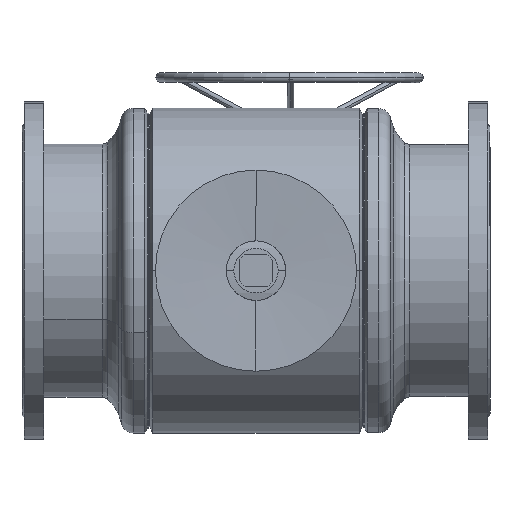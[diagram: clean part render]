
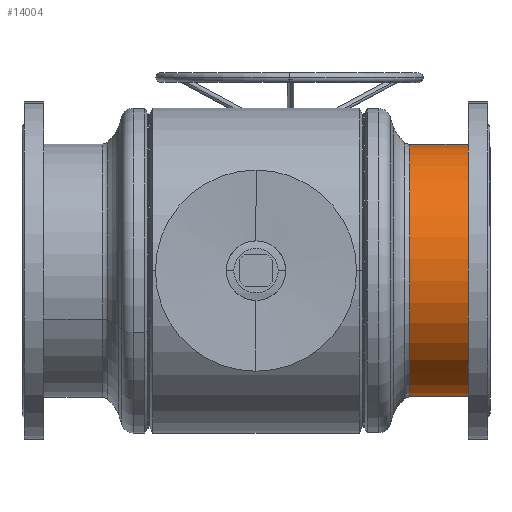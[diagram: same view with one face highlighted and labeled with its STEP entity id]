
A CAD part, front view. The second image highlights one B-rep face of the part: STEP entity #14004.
In plain terms, the highlighted cylindrical face has radius 315 mm (diameter 630 mm), a partial arc.
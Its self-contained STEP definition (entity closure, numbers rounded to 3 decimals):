
#799 = VERTEX_POINT ( 'NONE', #17435 ) ;
#804 = VECTOR ( 'NONE', #14089, 1000. ) ;
#1608 = EDGE_LOOP ( 'NONE', ( #8962, #2923, #13351, #18116 ) ) ;
#2029 = AXIS2_PLACEMENT_3D ( 'NONE', #16742, #11018, #3915 ) ;
#2166 = EDGE_CURVE ( 'NONE', #799, #4573, #16573, .T. ) ;
#2923 = ORIENTED_EDGE ( 'NONE', *, *, #8952, .T. ) ;
#3325 = CARTESIAN_POINT ( 'NONE',  ( 0., 0., 0. ) ) ;
#3915 = DIRECTION ( 'NONE',  ( 0., 0., -1. ) ) ;
#4573 = VERTEX_POINT ( 'NONE', #14721 ) ;
#6317 = CIRCLE ( 'NONE', #2029, 315. ) ;
#7345 = VERTEX_POINT ( 'NONE', #17936 ) ;
#7541 = DIRECTION ( 'NONE',  ( 0., -1., 0. ) ) ;
#7810 = AXIS2_PLACEMENT_3D ( 'NONE', #3325, #7541, #13173 ) ;
#7867 = DIRECTION ( 'NONE',  ( 0., 0., -1. ) ) ;
#8050 = CARTESIAN_POINT ( 'NONE',  ( 0., -205.459, 0. ) ) ;
#8952 = EDGE_CURVE ( 'NONE', #9590, #799, #6317, .T. ) ;
#8962 = ORIENTED_EDGE ( 'NONE', *, *, #18114, .F. ) ;
#8963 = FACE_OUTER_BOUND ( 'NONE', #1608, .T. ) ;
#9152 = CYLINDRICAL_SURFACE ( 'NONE', #7810, 315. ) ;
#9590 = VERTEX_POINT ( 'NONE', #16314 ) ;
#10296 = VECTOR ( 'NONE', #12473, 1000. ) ;
#10745 = CARTESIAN_POINT ( 'NONE',  ( 0., 0., -315. ) ) ;
#11018 = DIRECTION ( 'NONE',  ( 0., -1., 0. ) ) ;
#11038 = DIRECTION ( 'NONE',  ( 0., -1., 0. ) ) ;
#11145 = CARTESIAN_POINT ( 'NONE',  ( 0., 0., 315. ) ) ;
#12473 = DIRECTION ( 'NONE',  ( 0., -1., 0. ) ) ;
#13173 = DIRECTION ( 'NONE',  ( 0., 0., -1. ) ) ;
#13351 = ORIENTED_EDGE ( 'NONE', *, *, #2166, .T. ) ;
#13817 = LINE ( 'NONE', #11145, #804 ) ;
#14004 = ADVANCED_FACE ( 'NONE', ( #8963 ), #9152, .T. ) ;
#14089 = DIRECTION ( 'NONE',  ( 0., -1., 0. ) ) ;
#14721 = CARTESIAN_POINT ( 'NONE',  ( 0., -205.459, -315. ) ) ;
#16314 = CARTESIAN_POINT ( 'NONE',  ( 0., -9.921, 315. ) ) ;
#16573 = LINE ( 'NONE', #10745, #10296 ) ;
#16742 = CARTESIAN_POINT ( 'NONE',  ( 0., -9.921, 0. ) ) ;
#17291 = CIRCLE ( 'NONE', #18419, 315. ) ;
#17435 = CARTESIAN_POINT ( 'NONE',  ( 0., -9.921, -315. ) ) ;
#17936 = CARTESIAN_POINT ( 'NONE',  ( 0., -205.459, 315. ) ) ;
#18114 = EDGE_CURVE ( 'NONE', #9590, #7345, #13817, .T. ) ;
#18116 = ORIENTED_EDGE ( 'NONE', *, *, #18504, .F. ) ;
#18419 = AXIS2_PLACEMENT_3D ( 'NONE', #8050, #11038, #7867 ) ;
#18504 = EDGE_CURVE ( 'NONE', #7345, #4573, #17291, .T. ) ;
